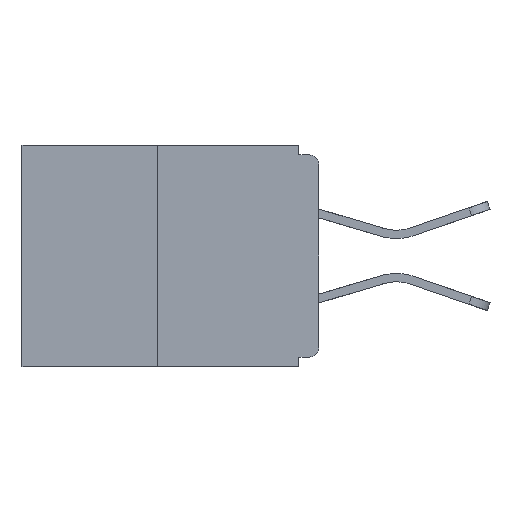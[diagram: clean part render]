
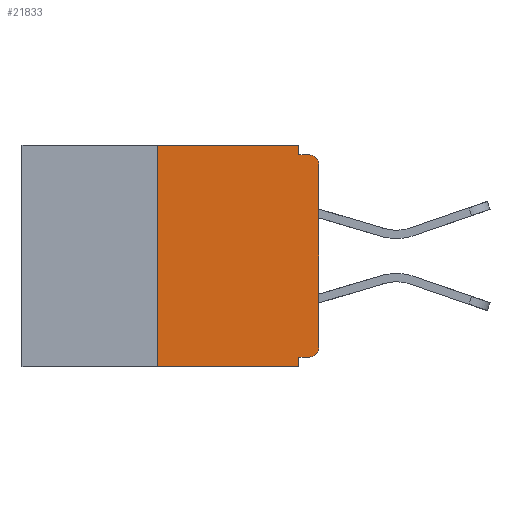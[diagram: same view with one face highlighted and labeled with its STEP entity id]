
A CAD part, left-side view. The second image highlights one B-rep face of the part: STEP entity #21833.
In plain terms, the highlighted planar face has unit normal (-1, 0, 0).
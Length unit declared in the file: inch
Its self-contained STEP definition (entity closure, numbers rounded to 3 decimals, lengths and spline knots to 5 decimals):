
#82 = EDGE_CURVE ( 'NONE', #19759, #15223, #22467, .T. ) ;
#224 = VERTEX_POINT ( 'NONE', #17516 ) ;
#373 = AXIS2_PLACEMENT_3D ( 'NONE', #11105, #20633, #22506 ) ;
#473 = EDGE_LOOP ( 'NONE', ( #17224, #16200, #22794, #19772, #11469, #13862, #15357, #10186, #22072, #9267 ) ) ;
#535 = CARTESIAN_POINT ( 'NONE',  ( 0., 0.015, -0.015 ) ) ;
#734 = VECTOR ( 'NONE', #3262, 39.37008 ) ;
#820 = LINE ( 'NONE', #8344, #20653 ) ;
#833 = PLANE ( 'NONE',  #15598 ) ;
#895 = CARTESIAN_POINT ( 'NONE',  ( 0., 0.25, -0.343 ) ) ;
#917 = LINE ( 'NONE', #20194, #734 ) ;
#1508 = DIRECTION ( 'NONE',  ( 0., -1., 0. ) ) ;
#2093 = CARTESIAN_POINT ( 'NONE',  ( 0., 0.031, 0. ) ) ;
#2178 = EDGE_CURVE ( 'NONE', #15223, #21850, #17289, .T. ) ;
#2346 = DIRECTION ( 'NONE',  ( 0., 0., 1. ) ) ;
#3262 = DIRECTION ( 'NONE',  ( 0., -1., 0. ) ) ;
#3344 = LINE ( 'NONE', #24356, #23570 ) ;
#4419 = CARTESIAN_POINT ( 'NONE',  ( 0., 0.031, -0.015 ) ) ;
#4925 = EDGE_CURVE ( 'NONE', #22173, #13806, #820, .T. ) ;
#5201 = DIRECTION ( 'NONE',  ( 0., 0., -1. ) ) ;
#6246 = EDGE_CURVE ( 'NONE', #13173, #22173, #18260, .T. ) ;
#6273 = CARTESIAN_POINT ( 'NONE',  ( 0., 0., -0.03 ) ) ;
#6629 = FACE_OUTER_BOUND ( 'NONE', #473, .T. ) ;
#8209 = CARTESIAN_POINT ( 'NONE',  ( 0., 0.25, 0. ) ) ;
#8344 = CARTESIAN_POINT ( 'NONE',  ( 0., 0.46, 0. ) ) ;
#8619 = DIRECTION ( 'NONE',  ( 0., 0., 1. ) ) ;
#8924 = LINE ( 'NONE', #16480, #21605 ) ;
#9026 = EDGE_CURVE ( 'NONE', #19694, #9289, #917, .T. ) ;
#9043 = CIRCLE ( 'NONE', #20906, 0.015 ) ;
#9061 = LINE ( 'NONE', #16616, #14148 ) ;
#9186 = EDGE_CURVE ( 'NONE', #19759, #14792, #9061, .T. ) ;
#9267 = ORIENTED_EDGE ( 'NONE', *, *, #15984, .F. ) ;
#9289 = VERTEX_POINT ( 'NONE', #535 ) ;
#9366 = VECTOR ( 'NONE', #2346, 39.37008 ) ;
#9625 = EDGE_CURVE ( 'NONE', #21850, #9289, #9043, .T. ) ;
#10186 = ORIENTED_EDGE ( 'NONE', *, *, #9625, .T. ) ;
#11105 = CARTESIAN_POINT ( 'NONE',  ( 0., 0.015, -0.313 ) ) ;
#11469 = ORIENTED_EDGE ( 'NONE', *, *, #9186, .F. ) ;
#12757 = CARTESIAN_POINT ( 'NONE',  ( 0., 0.46, -0.343 ) ) ;
#12875 = LINE ( 'NONE', #12757, #20781 ) ;
#13111 = CARTESIAN_POINT ( 'NONE',  ( 0., 0.015, -0.03 ) ) ;
#13173 = VERTEX_POINT ( 'NONE', #895 ) ;
#13362 = EDGE_CURVE ( 'NONE', #13173, #224, #12875, .T. ) ;
#13685 = DIRECTION ( 'NONE',  ( 1., 0., 0. ) ) ;
#13806 = VERTEX_POINT ( 'NONE', #2093 ) ;
#13862 = ORIENTED_EDGE ( 'NONE', *, *, #82, .T. ) ;
#14029 = DIRECTION ( 'NONE',  ( 0., -1., 0. ) ) ;
#14148 = VECTOR ( 'NONE', #20576, 39.37008 ) ;
#14306 = CARTESIAN_POINT ( 'NONE',  ( 0., 0., -0.313 ) ) ;
#14792 = VERTEX_POINT ( 'NONE', #15945 ) ;
#15204 = DIRECTION ( 'NONE',  ( 0., 0., -1. ) ) ;
#15223 = VERTEX_POINT ( 'NONE', #14306 ) ;
#15357 = ORIENTED_EDGE ( 'NONE', *, *, #2178, .T. ) ;
#15598 = AXIS2_PLACEMENT_3D ( 'NONE', #19376, #13685, #21237 ) ;
#15945 = CARTESIAN_POINT ( 'NONE',  ( 0., 0.031, -0.328 ) ) ;
#15951 = VECTOR ( 'NONE', #8619, 39.37008 ) ;
#15984 = EDGE_CURVE ( 'NONE', #13806, #19694, #8924, .T. ) ;
#16200 = ORIENTED_EDGE ( 'NONE', *, *, #6246, .F. ) ;
#16480 = CARTESIAN_POINT ( 'NONE',  ( 0., 0.031, 0. ) ) ;
#16616 = CARTESIAN_POINT ( 'NONE',  ( 0., 0., -0.328 ) ) ;
#17224 = ORIENTED_EDGE ( 'NONE', *, *, #4925, .F. ) ;
#17289 = LINE ( 'NONE', #19268, #9366 ) ;
#17516 = CARTESIAN_POINT ( 'NONE',  ( 0., 0.031, -0.343 ) ) ;
#18260 = LINE ( 'NONE', #20239, #15951 ) ;
#18986 = CARTESIAN_POINT ( 'NONE',  ( 0., 0.015, -0.328 ) ) ;
#19268 = CARTESIAN_POINT ( 'NONE',  ( 0., 0., 0. ) ) ;
#19376 = CARTESIAN_POINT ( 'NONE',  ( 0., 0.46, 0. ) ) ;
#19694 = VERTEX_POINT ( 'NONE', #4419 ) ;
#19759 = VERTEX_POINT ( 'NONE', #18986 ) ;
#19772 = ORIENTED_EDGE ( 'NONE', *, *, #23835, .F. ) ;
#20194 = CARTESIAN_POINT ( 'NONE',  ( 0., 0., -0.015 ) ) ;
#20239 = CARTESIAN_POINT ( 'NONE',  ( 0., 0.25, 0. ) ) ;
#20576 = DIRECTION ( 'NONE',  ( 0., 1., 0. ) ) ;
#20633 = DIRECTION ( 'NONE',  ( -1., 0., 0. ) ) ;
#20653 = VECTOR ( 'NONE', #14029, 39.37008 ) ;
#20654 = DIRECTION ( 'NONE',  ( -1., 0., 0. ) ) ;
#20781 = VECTOR ( 'NONE', #1508, 39.37008 ) ;
#20906 = AXIS2_PLACEMENT_3D ( 'NONE', #13111, #20654, #5201 ) ;
#21237 = DIRECTION ( 'NONE',  ( 0., 0., -1. ) ) ;
#21605 = VECTOR ( 'NONE', #15204, 39.37008 ) ;
#21833 = ADVANCED_FACE ( 'NONE', ( #6629 ), #833, .F. ) ;
#21850 = VERTEX_POINT ( 'NONE', #6273 ) ;
#22072 = ORIENTED_EDGE ( 'NONE', *, *, #9026, .F. ) ;
#22173 = VERTEX_POINT ( 'NONE', #8209 ) ;
#22266 = DIRECTION ( 'NONE',  ( 0., 0., -1. ) ) ;
#22467 = CIRCLE ( 'NONE', #373, 0.015 ) ;
#22506 = DIRECTION ( 'NONE',  ( 0., 0., -1. ) ) ;
#22794 = ORIENTED_EDGE ( 'NONE', *, *, #13362, .T. ) ;
#23570 = VECTOR ( 'NONE', #22266, 39.37008 ) ;
#23835 = EDGE_CURVE ( 'NONE', #14792, #224, #3344, .T. ) ;
#24356 = CARTESIAN_POINT ( 'NONE',  ( 0., 0.031, -0.343 ) ) ;
